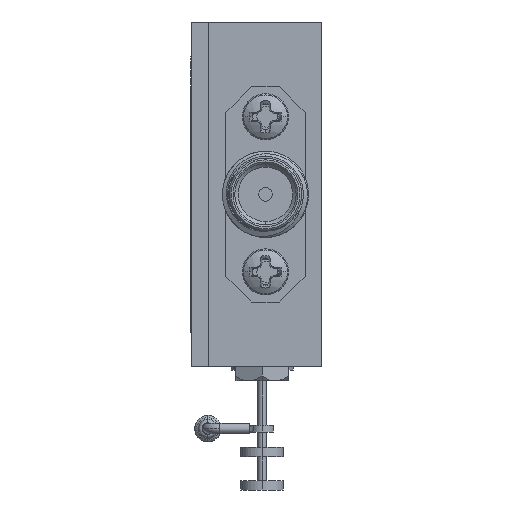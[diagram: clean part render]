
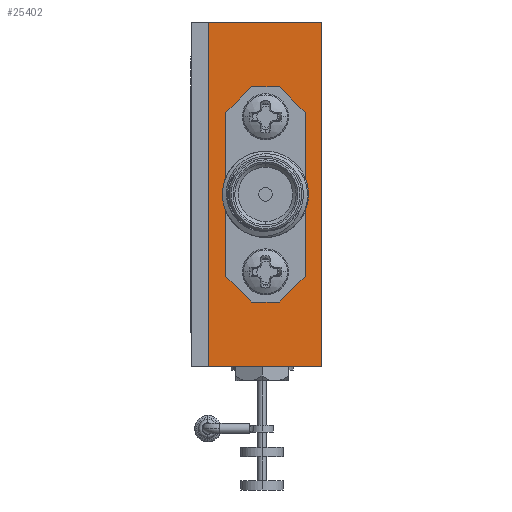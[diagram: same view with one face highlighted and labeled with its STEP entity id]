
A CAD part, left-side view. The second image highlights one B-rep face of the part: STEP entity #25402.
In plain terms, the highlighted planar face has unit normal (-1, 0, 0).
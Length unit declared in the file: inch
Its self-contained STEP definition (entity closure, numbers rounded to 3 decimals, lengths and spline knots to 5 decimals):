
#244 = EDGE_CURVE ( 'NONE', #62216, #32138, #49844, .T. ) ;
#283 = CARTESIAN_POINT ( 'NONE',  ( -0.8, -0.189, -0.5 ) ) ;
#1570 = EDGE_CURVE ( 'NONE', #24943, #32138, #48030, .T. ) ;
#2083 = LINE ( 'NONE', #17544, #4257 ) ;
#3288 = VERTEX_POINT ( 'NONE', #30490 ) ;
#3324 = ORIENTED_EDGE ( 'NONE', *, *, #55051, .T. ) ;
#4062 = CARTESIAN_POINT ( 'NONE',  ( -0.8, 0.14925, -0.17625 ) ) ;
#4257 = VECTOR ( 'NONE', #46819, 39.37008 ) ;
#4262 = CARTESIAN_POINT ( 'NONE',  ( -0.8, 0.088, 0.3125 ) ) ;
#4305 = ORIENTED_EDGE ( 'NONE', *, *, #1570, .T. ) ;
#4911 = LINE ( 'NONE', #4262, #28444 ) ;
#6094 = ORIENTED_EDGE ( 'NONE', *, *, #244, .F. ) ;
#6331 = VERTEX_POINT ( 'NONE', #17199 ) ;
#6390 = VECTOR ( 'NONE', #35932, 39.37008 ) ;
#6683 = CARTESIAN_POINT ( 'NONE',  ( -0.8, 0.139, 0.5 ) ) ;
#7586 = CARTESIAN_POINT ( 'NONE',  ( -0.8, 0.013, -0.3125 ) ) ;
#7607 = EDGE_CURVE ( 'NONE', #23697, #62216, #51086, .T. ) ;
#7937 = DIRECTION ( 'NONE',  ( 0., 0., 1. ) ) ;
#8165 = VECTOR ( 'NONE', #43710, 39.37008 ) ;
#9564 = CARTESIAN_POINT ( 'NONE',  ( -0.8, -0.067, 0.3125 ) ) ;
#9565 = EDGE_CURVE ( 'NONE', #23697, #24943, #43930, .T. ) ;
#10021 = ORIENTED_EDGE ( 'NONE', *, *, #20288, .F. ) ;
#11032 = VECTOR ( 'NONE', #15423, 39.37008 ) ;
#11262 = CARTESIAN_POINT ( 'NONE',  ( -0.8, 0.088, 0.3125 ) ) ;
#11893 = EDGE_CURVE ( 'NONE', #19635, #6331, #46009, .T. ) ;
#11895 = DIRECTION ( 'NONE',  ( 0., 0., -1. ) ) ;
#12809 = CARTESIAN_POINT ( 'NONE',  ( -0.8, 0.139, 0.5 ) ) ;
#12944 = VECTOR ( 'NONE', #11895, 39.37008 ) ;
#13238 = VECTOR ( 'NONE', #7937, 39.37008 ) ;
#13385 = EDGE_CURVE ( 'NONE', #33100, #6331, #19512, .T. ) ;
#13724 = CARTESIAN_POINT ( 'NONE',  ( -0.8, 0.189, -0.5 ) ) ;
#15362 = VERTEX_POINT ( 'NONE', #9564 ) ;
#15423 = DIRECTION ( 'NONE',  ( 0., -1., 0. ) ) ;
#16748 = ORIENTED_EDGE ( 'NONE', *, *, #56253, .T. ) ;
#17106 = ORIENTED_EDGE ( 'NONE', *, *, #52956, .T. ) ;
#17199 = CARTESIAN_POINT ( 'NONE',  ( -0.8, 0.088, -0.2375 ) ) ;
#17544 = CARTESIAN_POINT ( 'NONE',  ( -0.8, -0.20325, -0.17625 ) ) ;
#17997 = DIRECTION ( 'NONE',  ( 0., 0., 1. ) ) ;
#19243 = CARTESIAN_POINT ( 'NONE',  ( -0.8, -0.142, 0.3125 ) ) ;
#19512 = LINE ( 'NONE', #4062, #23320 ) ;
#19544 = CARTESIAN_POINT ( 'NONE',  ( -0.8, 0.088, 0.2375 ) ) ;
#19635 = VERTEX_POINT ( 'NONE', #19544 ) ;
#19847 = EDGE_LOOP ( 'NONE', ( #47711, #25349, #4305, #6094 ) ) ;
#19856 = FACE_OUTER_BOUND ( 'NONE', #19847, .T. ) ;
#20288 = EDGE_CURVE ( 'NONE', #15362, #22870, #4911, .T. ) ;
#20341 = CARTESIAN_POINT ( 'NONE',  ( -0.8, -0.189, 0.5 ) ) ;
#20977 = ORIENTED_EDGE ( 'NONE', *, *, #13385, .T. ) ;
#21098 = EDGE_LOOP ( 'NONE', ( #17106, #58665, #20977, #58092, #3324, #10021, #16748, #41323 ) ) ;
#22870 = VERTEX_POINT ( 'NONE', #59245 ) ;
#23320 = VECTOR ( 'NONE', #23392, 39.37008 ) ;
#23392 = DIRECTION ( 'NONE',  ( 0., 0.707, 0.707 ) ) ;
#23697 = VERTEX_POINT ( 'NONE', #50546 ) ;
#24552 = DIRECTION ( 'NONE',  ( 0., 1., 0. ) ) ;
#24943 = VERTEX_POINT ( 'NONE', #283 ) ;
#25349 = ORIENTED_EDGE ( 'NONE', *, *, #9565, .T. ) ;
#25402 = ADVANCED_FACE ( 'NONE', ( #54921, #19856 ), #50088, .F. ) ;
#25663 = LINE ( 'NONE', #45286, #57701 ) ;
#28444 = VECTOR ( 'NONE', #24552, 39.37008 ) ;
#28602 = CARTESIAN_POINT ( 'NONE',  ( -0.8, 0.088, -0.3125 ) ) ;
#30363 = VECTOR ( 'NONE', #38173, 39.37008 ) ;
#30490 = CARTESIAN_POINT ( 'NONE',  ( -0.8, -0.067, -0.3125 ) ) ;
#31587 = VERTEX_POINT ( 'NONE', #37976 ) ;
#31680 = VECTOR ( 'NONE', #38685, 39.37008 ) ;
#32138 = VERTEX_POINT ( 'NONE', #20341 ) ;
#33100 = VERTEX_POINT ( 'NONE', #7586 ) ;
#33110 = LINE ( 'NONE', #19243, #55612 ) ;
#35932 = DIRECTION ( 'NONE',  ( 0., -0.707, -0.707 ) ) ;
#37533 = AXIS2_PLACEMENT_3D ( 'NONE', #43966, #49123, #59744 ) ;
#37976 = CARTESIAN_POINT ( 'NONE',  ( -0.8, -0.142, -0.2375 ) ) ;
#38173 = DIRECTION ( 'NONE',  ( 0., -1., 0. ) ) ;
#38327 = EDGE_CURVE ( 'NONE', #31587, #43667, #33110, .T. ) ;
#38685 = DIRECTION ( 'NONE',  ( 0., 0., 1. ) ) ;
#39862 = CARTESIAN_POINT ( 'NONE',  ( -0.8, 0.189, 0.5 ) ) ;
#41323 = ORIENTED_EDGE ( 'NONE', *, *, #38327, .F. ) ;
#41395 = CARTESIAN_POINT ( 'NONE',  ( -0.8, -0.20325, 0.17625 ) ) ;
#43667 = VERTEX_POINT ( 'NONE', #53191 ) ;
#43710 = DIRECTION ( 'NONE',  ( 0., -1., 0. ) ) ;
#43930 = LINE ( 'NONE', #13724, #30363 ) ;
#43966 = CARTESIAN_POINT ( 'NONE',  ( -0.8, 0.189, 0.5 ) ) ;
#45286 = CARTESIAN_POINT ( 'NONE',  ( -0.8, 0.14925, 0.17625 ) ) ;
#46009 = LINE ( 'NONE', #11262, #12944 ) ;
#46819 = DIRECTION ( 'NONE',  ( 0., 0.707, -0.707 ) ) ;
#47711 = ORIENTED_EDGE ( 'NONE', *, *, #7607, .F. ) ;
#48030 = LINE ( 'NONE', #63158, #31680 ) ;
#49123 = DIRECTION ( 'NONE',  ( 1., 0., 0. ) ) ;
#49844 = LINE ( 'NONE', #39862, #11032 ) ;
#50088 = PLANE ( 'NONE',  #37533 ) ;
#50546 = CARTESIAN_POINT ( 'NONE',  ( -0.8, 0.139, -0.5 ) ) ;
#50764 = DIRECTION ( 'NONE',  ( 0., -0.707, 0.707 ) ) ;
#51086 = LINE ( 'NONE', #6683, #13238 ) ;
#52429 = LINE ( 'NONE', #28602, #8165 ) ;
#52956 = EDGE_CURVE ( 'NONE', #31587, #3288, #2083, .T. ) ;
#53191 = CARTESIAN_POINT ( 'NONE',  ( -0.8, -0.142, 0.2375 ) ) ;
#54921 = FACE_BOUND ( 'NONE', #21098, .T. ) ;
#55051 = EDGE_CURVE ( 'NONE', #19635, #22870, #25663, .T. ) ;
#55612 = VECTOR ( 'NONE', #17997, 39.37008 ) ;
#56253 = EDGE_CURVE ( 'NONE', #15362, #43667, #60709, .T. ) ;
#57701 = VECTOR ( 'NONE', #50764, 39.37008 ) ;
#58092 = ORIENTED_EDGE ( 'NONE', *, *, #11893, .F. ) ;
#58665 = ORIENTED_EDGE ( 'NONE', *, *, #60779, .F. ) ;
#59245 = CARTESIAN_POINT ( 'NONE',  ( -0.8, 0.013, 0.3125 ) ) ;
#59744 = DIRECTION ( 'NONE',  ( 0., 0., -1. ) ) ;
#60709 = LINE ( 'NONE', #41395, #6390 ) ;
#60779 = EDGE_CURVE ( 'NONE', #33100, #3288, #52429, .T. ) ;
#62216 = VERTEX_POINT ( 'NONE', #12809 ) ;
#63158 = CARTESIAN_POINT ( 'NONE',  ( -0.8, -0.189, 0.5 ) ) ;
